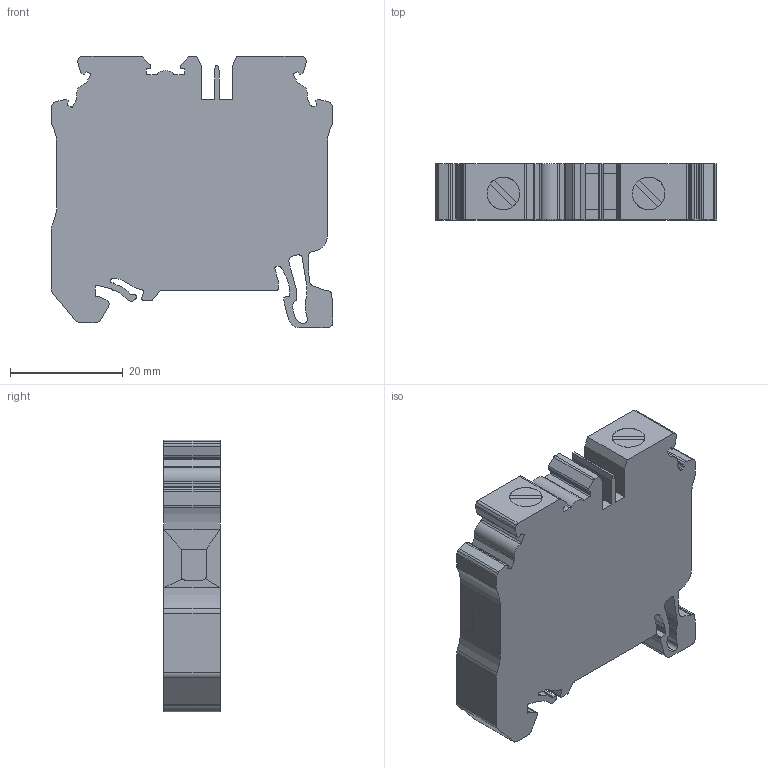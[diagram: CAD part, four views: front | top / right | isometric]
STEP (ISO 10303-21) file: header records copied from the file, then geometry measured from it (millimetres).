
FILE_DESCRIPTION (( 'STEP AP214' ), '1' );
FILE_NAME ('cy10-bu.STEP', '2024-10-30T12:41:42', ( '' ), ( '' ), 'SwSTEP 2.0', 'SolidWorks 2022', '' );
FILE_SCHEMA (( 'AUTOMOTIVE_DESIGN' ));
Length unit declared in the file: millimetre
Products named in the file (1): cy10-bu
Bounding box: 50 x 10 x 48.25 mm (x, y, z)
Volume: 19281.8 mm3; surface area: 6912 mm2
Topology: 1 solids, 1 shells, 268 faces, 775 edges, 511 vertices
Faces by surface type: plane 156, cylinder 112
Entity records: 8922 total; most frequent: CARTESIAN_POINT 1555, DIRECTION 1550, ORIENTED_EDGE 1550, EDGE_CURVE 775, LINE 538, VECTOR 538, VERTEX_POINT 511, AXIS2_PLACEMENT_3D 506
